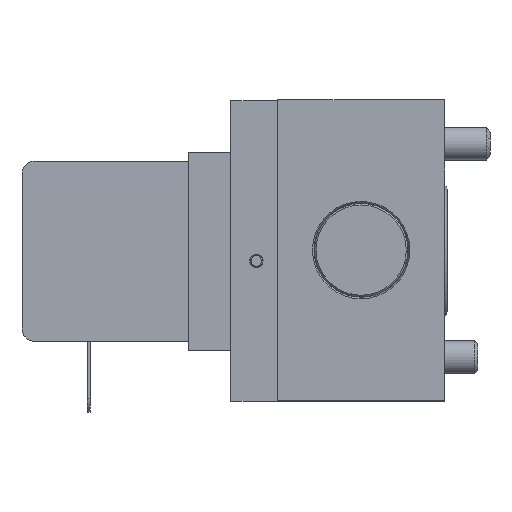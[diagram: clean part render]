
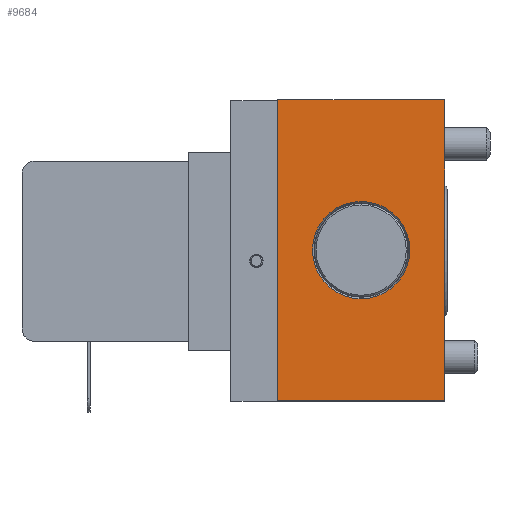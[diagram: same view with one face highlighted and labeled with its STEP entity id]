
A CAD part, top view. The second image highlights one B-rep face of the part: STEP entity #9684.
In plain terms, the highlighted planar face has unit normal (0, 0, 1).
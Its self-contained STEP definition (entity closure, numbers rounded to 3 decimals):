
#504=CIRCLE($,#10322,7.289);
#893=FACE_BOUND($,#1962,.T.);
#1387=FACE_OUTER_BOUND($,#1961,.T.);
#1961=EDGE_LOOP($,(#7356,#7357,#7358,#7359));
#1962=EDGE_LOOP($,(#7360));
#3166=LINE($,#15040,#3933);
#3170=LINE($,#15200,#3937);
#3171=LINE($,#15202,#3938);
#3172=LINE($,#15203,#3939);
#3933=VECTOR($,#12054,45.);
#3937=VECTOR($,#12074,25.);
#3938=VECTOR($,#12075,45.);
#3939=VECTOR($,#12076,25.);
#4525=VERTEX_POINT($,#15038);
#4526=VERTEX_POINT($,#15039);
#4532=VERTEX_POINT($,#15053);
#4538=VERTEX_POINT($,#15199);
#4539=VERTEX_POINT($,#15201);
#5602=EDGE_CURVE($,#4525,#4526,#3166,.T.);
#5609=EDGE_CURVE($,#4532,#4532,#504,.T.);
#5615=EDGE_CURVE($,#4538,#4525,#3170,.T.);
#5616=EDGE_CURVE($,#4539,#4538,#3171,.T.);
#5617=EDGE_CURVE($,#4526,#4539,#3172,.T.);
#7356=ORIENTED_EDGE($,*,*,#5602,.F.);
#7357=ORIENTED_EDGE($,*,*,#5615,.F.);
#7358=ORIENTED_EDGE($,*,*,#5616,.F.);
#7359=ORIENTED_EDGE($,*,*,#5617,.F.);
#7360=ORIENTED_EDGE($,*,*,#5609,.F.);
#8954=PLANE($,#10325);
#9684=ADVANCED_FACE($,(#1387,#893),#8954,.T.);
#10322=AXIS2_PLACEMENT_3D($,#15054,#12066,#12067);
#10325=AXIS2_PLACEMENT_3D($,#15198,#12072,#12073);
#12054=DIRECTION($,(0.,1.,0.));
#12066=DIRECTION('center_axis',(0.,0.,1.));
#12067=DIRECTION('ref_axis',(-1.,0.,0.));
#12072=DIRECTION('center_axis',(0.,0.,1.));
#12073=DIRECTION('ref_axis',(1.,0.,0.));
#12074=DIRECTION($,(-1.,0.,0.));
#12075=DIRECTION($,(0.,-1.,0.));
#12076=DIRECTION($,(1.,0.,0.));
#15038=CARTESIAN_POINT('',(-12.5,-22.5,72.));
#15039=CARTESIAN_POINT('',(-12.5,22.5,72.));
#15040=CARTESIAN_POINT($,(-12.5,22.5,72.));
#15053=CARTESIAN_POINT('',(7.289,0.,72.));
#15054=CARTESIAN_POINT('Origin',(0.,0.,72.));
#15198=CARTESIAN_POINT('Origin',(0.,0.,
72.));
#15199=CARTESIAN_POINT('',(12.5,-22.5,72.));
#15200=CARTESIAN_POINT($,(-12.5,-22.5,72.));
#15201=CARTESIAN_POINT('',(12.5,22.5,72.));
#15202=CARTESIAN_POINT($,(12.5,-22.5,72.));
#15203=CARTESIAN_POINT($,(12.5,22.5,72.));
